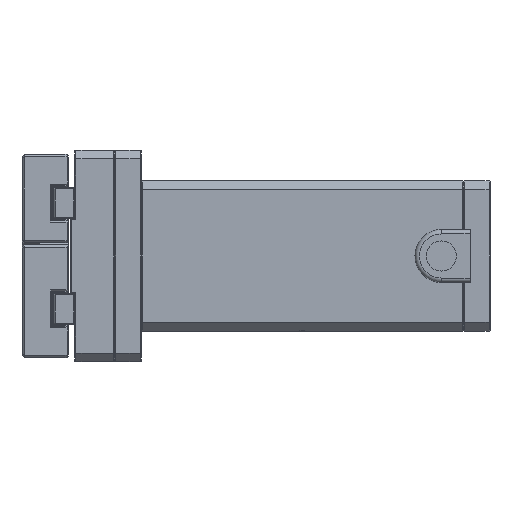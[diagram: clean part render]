
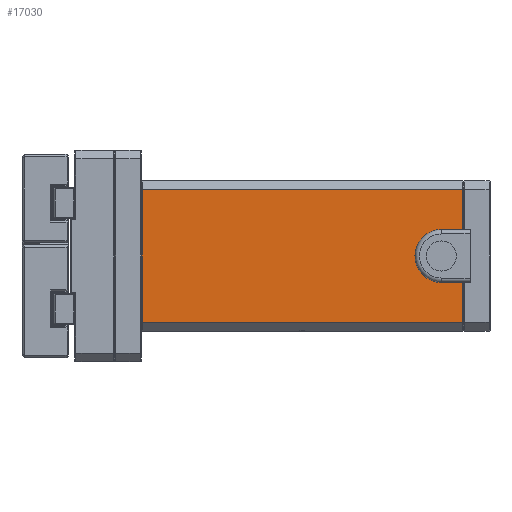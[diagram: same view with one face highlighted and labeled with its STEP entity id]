
A CAD part, left-side view. The second image highlights one B-rep face of the part: STEP entity #17030.
In plain terms, the highlighted planar face has unit normal (-1, 0, 0).
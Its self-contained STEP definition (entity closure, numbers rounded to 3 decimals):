
#385 = LINE ( 'NONE', #12390, #3350 ) ;
#409 = VERTEX_POINT ( 'NONE', #5231 ) ;
#572 = EDGE_CURVE ( 'NONE', #3257, #16974, #3743, .T. ) ;
#861 = DIRECTION ( 'NONE',  ( 0., 0., 1. ) ) ;
#1045 = CARTESIAN_POINT ( 'NONE',  ( -22., -31.5, 0. ) ) ;
#2388 = DIRECTION ( 'NONE',  ( 0., 0., -1. ) ) ;
#2773 = DIRECTION ( 'NONE',  ( 0., 0., -1. ) ) ;
#2886 = CARTESIAN_POINT ( 'NONE',  ( -22., -36.3, -4.3 ) ) ;
#2972 = LINE ( 'NONE', #23184, #9929 ) ;
#3127 = VECTOR ( 'NONE', #23853, 1000. ) ;
#3257 = VERTEX_POINT ( 'NONE', #20673 ) ;
#3350 = VECTOR ( 'NONE', #20705, 1000. ) ;
#3743 = LINE ( 'NONE', #20045, #10405 ) ;
#4402 = FACE_OUTER_BOUND ( 'NONE', #25073, .T. ) ;
#4486 = VERTEX_POINT ( 'NONE', #2886 ) ;
#4927 = DIRECTION ( 'NONE',  ( 1., 0., 0. ) ) ;
#5231 = CARTESIAN_POINT ( 'NONE',  ( -22., -36.3, -15. ) ) ;
#5351 = CARTESIAN_POINT ( 'NONE',  ( -22., -36.3, 4.3 ) ) ;
#5970 = AXIS2_PLACEMENT_3D ( 'NONE', #1045, #4927, #2773 ) ;
#6759 = LINE ( 'NONE', #15057, #24511 ) ;
#7460 = DIRECTION ( 'NONE',  ( 0., 0., 1. ) ) ;
#8019 = CARTESIAN_POINT ( 'NONE',  ( -22., 36.3, -15. ) ) ;
#8146 = DIRECTION ( 'NONE',  ( 1., 0., 0. ) ) ;
#8984 = CARTESIAN_POINT ( 'NONE',  ( -22., 36.5, -17. ) ) ;
#9446 = VERTEX_POINT ( 'NONE', #15498 ) ;
#9929 = VECTOR ( 'NONE', #15157, 1000. ) ;
#10393 = VECTOR ( 'NONE', #7460, 1000. ) ;
#10405 = VECTOR ( 'NONE', #18039, 1000. ) ;
#10863 = LINE ( 'NONE', #17294, #17789 ) ;
#10880 = EDGE_CURVE ( 'NONE', #17750, #9446, #15501, .T. ) ;
#11506 = CARTESIAN_POINT ( 'NONE',  ( -22., 36.5, -15. ) ) ;
#11764 = LINE ( 'NONE', #11506, #3127 ) ;
#12144 = ORIENTED_EDGE ( 'NONE', *, *, #15002, .T. ) ;
#12390 = CARTESIAN_POINT ( 'NONE',  ( -22., 36.5, -4.3 ) ) ;
#12874 = EDGE_CURVE ( 'NONE', #409, #4486, #10863, .T. ) ;
#13171 = ORIENTED_EDGE ( 'NONE', *, *, #24364, .T. ) ;
#14080 = CIRCLE ( 'NONE', #5970, 4.3 ) ;
#14419 = VERTEX_POINT ( 'NONE', #24969 ) ;
#15002 = EDGE_CURVE ( 'NONE', #9446, #3257, #2972, .T. ) ;
#15054 = ORIENTED_EDGE ( 'NONE', *, *, #12874, .T. ) ;
#15057 = CARTESIAN_POINT ( 'NONE',  ( -22., 36.5, 4.3 ) ) ;
#15097 = EDGE_CURVE ( 'NONE', #16974, #409, #11764, .T. ) ;
#15157 = DIRECTION ( 'NONE',  ( 0., 1., 0. ) ) ;
#15475 = VERTEX_POINT ( 'NONE', #21483 ) ;
#15498 = CARTESIAN_POINT ( 'NONE',  ( -22., -36.3, 15. ) ) ;
#15501 = LINE ( 'NONE', #25826, #10393 ) ;
#16974 = VERTEX_POINT ( 'NONE', #8019 ) ;
#16977 = EDGE_CURVE ( 'NONE', #4486, #14419, #385, .T. ) ;
#17030 = ADVANCED_FACE ( 'NONE', ( #4402 ), #22320, .F. ) ;
#17294 = CARTESIAN_POINT ( 'NONE',  ( -22., -36.3, -17. ) ) ;
#17316 = ORIENTED_EDGE ( 'NONE', *, *, #19436, .T. ) ;
#17750 = VERTEX_POINT ( 'NONE', #5351 ) ;
#17789 = VECTOR ( 'NONE', #861, 1000. ) ;
#18039 = DIRECTION ( 'NONE',  ( 0., 0., -1. ) ) ;
#19436 = EDGE_CURVE ( 'NONE', #14419, #15475, #14080, .T. ) ;
#20045 = CARTESIAN_POINT ( 'NONE',  ( -22., 36.3, -15. ) ) ;
#20673 = CARTESIAN_POINT ( 'NONE',  ( -22., 36.3, 15. ) ) ;
#20705 = DIRECTION ( 'NONE',  ( 0., 1., 0. ) ) ;
#21483 = CARTESIAN_POINT ( 'NONE',  ( -22., -31.5, 4.3 ) ) ;
#21706 = AXIS2_PLACEMENT_3D ( 'NONE', #8984, #8146, #2388 ) ;
#22320 = PLANE ( 'NONE',  #21706 ) ;
#22403 = ORIENTED_EDGE ( 'NONE', *, *, #10880, .T. ) ;
#22655 = ORIENTED_EDGE ( 'NONE', *, *, #572, .T. ) ;
#23184 = CARTESIAN_POINT ( 'NONE',  ( -22., 36.5, 15. ) ) ;
#23215 = DIRECTION ( 'NONE',  ( 0., -1., 0. ) ) ;
#23853 = DIRECTION ( 'NONE',  ( 0., -1., 0. ) ) ;
#24362 = ORIENTED_EDGE ( 'NONE', *, *, #16977, .T. ) ;
#24364 = EDGE_CURVE ( 'NONE', #15475, #17750, #6759, .T. ) ;
#24511 = VECTOR ( 'NONE', #23215, 1000. ) ;
#24969 = CARTESIAN_POINT ( 'NONE',  ( -22., -31.5, -4.3 ) ) ;
#25073 = EDGE_LOOP ( 'NONE', ( #13171, #22403, #12144, #22655, #25170, #15054, #24362, #17316 ) ) ;
#25170 = ORIENTED_EDGE ( 'NONE', *, *, #15097, .T. ) ;
#25826 = CARTESIAN_POINT ( 'NONE',  ( -22., -36.3, -17. ) ) ;
